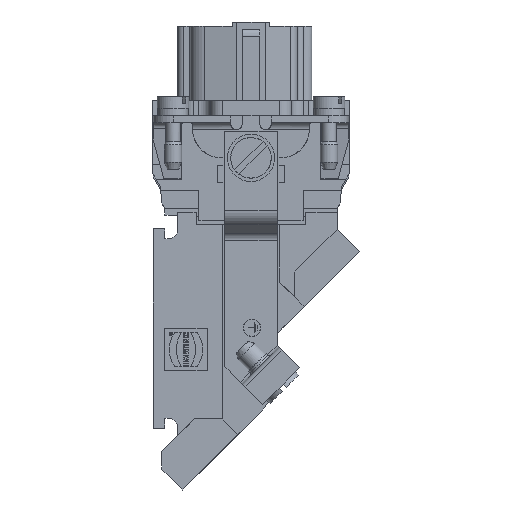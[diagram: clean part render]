
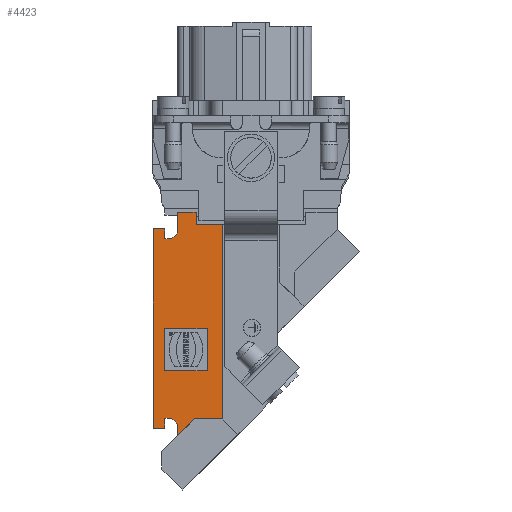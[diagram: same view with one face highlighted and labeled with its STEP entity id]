
A CAD part, left-side view. The second image highlights one B-rep face of the part: STEP entity #4423.
In plain terms, the highlighted planar face has unit normal (-1, 0, 0).
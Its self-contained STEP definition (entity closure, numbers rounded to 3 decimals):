
#3265=FACE_BOUND('',#6738,.T.);
#3266=FACE_BOUND('',#6739,.T.);
#4423=ADVANCED_FACE('',(#3265,#3266),#5143,.T.);
#5143=PLANE('',#21256);
#6738=EDGE_LOOP('',(#10166,#10167,#10168,#10169));
#6739=EDGE_LOOP('',(#10170,#10171,#10172,#10173,#10174,#10175,#10176,#10177,
#10178,#10179,#10180,#10181,#10182,#10183,#10184,#10185,#10186));
#10166=ORIENTED_EDGE('',*,*,#15011,.T.);
#10167=ORIENTED_EDGE('',*,*,#15012,.T.);
#10168=ORIENTED_EDGE('',*,*,#15013,.T.);
#10169=ORIENTED_EDGE('',*,*,#15014,.T.);
#10170=ORIENTED_EDGE('',*,*,#15015,.T.);
#10171=ORIENTED_EDGE('',*,*,#15008,.T.);
#10172=ORIENTED_EDGE('',*,*,#15009,.T.);
#10173=ORIENTED_EDGE('',*,*,#15016,.T.);
#10174=ORIENTED_EDGE('',*,*,#15017,.T.);
#10175=ORIENTED_EDGE('',*,*,#15018,.T.);
#10176=ORIENTED_EDGE('',*,*,#15019,.T.);
#10177=ORIENTED_EDGE('',*,*,#15020,.T.);
#10178=ORIENTED_EDGE('',*,*,#15021,.T.);
#10179=ORIENTED_EDGE('',*,*,#15022,.T.);
#10180=ORIENTED_EDGE('',*,*,#15023,.T.);
#10181=ORIENTED_EDGE('',*,*,#15024,.T.);
#10182=ORIENTED_EDGE('',*,*,#15025,.T.);
#10183=ORIENTED_EDGE('',*,*,#15026,.T.);
#10184=ORIENTED_EDGE('',*,*,#15027,.T.);
#10185=ORIENTED_EDGE('',*,*,#15028,.T.);
#10186=ORIENTED_EDGE('',*,*,#15029,.T.);
#12904=VERTEX_POINT('',#30975);
#12905=VERTEX_POINT('',#30977);
#12906=VERTEX_POINT('',#30981);
#12907=VERTEX_POINT('',#30985);
#12908=VERTEX_POINT('',#30986);
#12909=VERTEX_POINT('',#30988);
#12910=VERTEX_POINT('',#30990);
#12911=VERTEX_POINT('',#30993);
#12912=VERTEX_POINT('',#30995);
#12913=VERTEX_POINT('',#30997);
#12914=VERTEX_POINT('',#30999);
#12915=VERTEX_POINT('',#31001);
#12916=VERTEX_POINT('',#31003);
#12917=VERTEX_POINT('',#31005);
#12918=VERTEX_POINT('',#31007);
#12919=VERTEX_POINT('',#31009);
#12920=VERTEX_POINT('',#31011);
#12921=VERTEX_POINT('',#31013);
#12922=VERTEX_POINT('',#31015);
#12923=VERTEX_POINT('',#31017);
#12924=VERTEX_POINT('',#31019);
#15008=EDGE_CURVE('',#12904,#12905,#17480,.T.);
#15009=EDGE_CURVE('',#12905,#12906,#17481,.T.);
#15011=EDGE_CURVE('',#12907,#12908,#17483,.T.);
#15012=EDGE_CURVE('',#12908,#12909,#17484,.T.);
#15013=EDGE_CURVE('',#12909,#12910,#17485,.T.);
#15014=EDGE_CURVE('',#12910,#12907,#17486,.T.);
#15015=EDGE_CURVE('',#12911,#12904,#17487,.T.);
#15016=EDGE_CURVE('',#12906,#12912,#17488,.T.);
#15017=EDGE_CURVE('',#12912,#12913,#17489,.T.);
#15018=EDGE_CURVE('',#12913,#12914,#17490,.T.);
#15019=EDGE_CURVE('',#12914,#12915,#17491,.T.);
#15020=EDGE_CURVE('',#12915,#12916,#17492,.T.);
#15021=EDGE_CURVE('',#12916,#12917,#17493,.T.);
#15022=EDGE_CURVE('',#12917,#12918,#17494,.T.);
#15023=EDGE_CURVE('',#12918,#12919,#17495,.T.);
#15024=EDGE_CURVE('',#12919,#12920,#17496,.T.);
#15025=EDGE_CURVE('',#12920,#12921,#17497,.T.);
#15026=EDGE_CURVE('',#12921,#12922,#17498,.T.);
#15027=EDGE_CURVE('',#12922,#12923,#17499,.T.);
#15028=EDGE_CURVE('',#12923,#12924,#17500,.T.);
#15029=EDGE_CURVE('',#12924,#12911,#17501,.T.);
#17480=LINE('',#30978,#19274);
#17481=LINE('',#30980,#19275);
#17483=LINE('',#30984,#19277);
#17484=LINE('',#30987,#19278);
#17485=LINE('',#30989,#19279);
#17486=LINE('',#30991,#19280);
#17487=LINE('',#30992,#19281);
#17488=LINE('',#30994,#19282);
#17489=LINE('',#30996,#19283);
#17490=LINE('',#30998,#19284);
#17491=LINE('',#31000,#19285);
#17492=LINE('',#31002,#19286);
#17493=LINE('',#31004,#19287);
#17494=LINE('',#31006,#19288);
#17495=LINE('',#31008,#19289);
#17496=LINE('',#31010,#19290);
#17497=LINE('',#31012,#19291);
#17498=LINE('',#31014,#19292);
#17499=LINE('',#31016,#19293);
#17500=LINE('',#31018,#19294);
#17501=LINE('',#31020,#19295);
#19274=VECTOR('',#24695,1.);
#19275=VECTOR('',#24698,1.);
#19277=VECTOR('',#24702,1.);
#19278=VECTOR('',#24703,1.);
#19279=VECTOR('',#24704,1.);
#19280=VECTOR('',#24705,1.);
#19281=VECTOR('',#24706,1.);
#19282=VECTOR('',#24707,1.);
#19283=VECTOR('',#24708,1.);
#19284=VECTOR('',#24709,1.);
#19285=VECTOR('',#24710,1.);
#19286=VECTOR('',#24711,1.);
#19287=VECTOR('',#24712,1.);
#19288=VECTOR('',#24713,1.);
#19289=VECTOR('',#24714,1.);
#19290=VECTOR('',#24715,1.);
#19291=VECTOR('',#24716,1.);
#19292=VECTOR('',#24717,1.);
#19293=VECTOR('',#24718,1.);
#19294=VECTOR('',#24719,1.);
#19295=VECTOR('',#24720,1.);
#21256=AXIS2_PLACEMENT_3D('',#31021,#24721,#24722);
#24695=DIRECTION('',(0.,0.,1.));
#24698=DIRECTION('',(0.,1.,0.));
#24702=DIRECTION('',(0.,1.,0.));
#24703=DIRECTION('',(0.,0.,1.));
#24704=DIRECTION('',(0.,-1.,0.));
#24705=DIRECTION('',(0.,0.,-1.));
#24706=DIRECTION('',(0.,1.,0.));
#24707=DIRECTION('',(0.,0.,-1.));
#24708=DIRECTION('',(0.,-1.,0.));
#24709=DIRECTION('',(0.,0.,1.));
#24710=DIRECTION('',(0.,-1.,0.));
#24711=DIRECTION('',(0.,-0.707,-0.707));
#24712=DIRECTION('',(0.,0.,-1.));
#24713=DIRECTION('',(0.,-0.707,0.707));
#24714=DIRECTION('',(0.,-1.,0.));
#24715=DIRECTION('',(0.,0.,1.));
#24716=DIRECTION('',(0.,1.,0.));
#24717=DIRECTION('',(0.,0.,1.));
#24718=DIRECTION('',(0.,1.,0.));
#24719=DIRECTION('',(0.,0.,-1.));
#24720=DIRECTION('',(0.,0.707,-0.707));
#24721=DIRECTION('',(-1.,0.,0.));
#24722=DIRECTION('',(0.,-1.,0.));
#30975=CARTESIAN_POINT('',(-15.85,14.9,-20.069));
#30977=CARTESIAN_POINT('',(-15.85,14.9,-18.369));
#30978=CARTESIAN_POINT('',(-15.85,14.9,-19.669));
#30980=CARTESIAN_POINT('',(-15.85,15.4,-18.369));
#30981=CARTESIAN_POINT('',(-15.85,16.9,-18.369));
#30984=CARTESIAN_POINT('',(-15.85,7.6,-42.919));
#30985=CARTESIAN_POINT('',(-15.85,7.6,-42.919));
#30986=CARTESIAN_POINT('',(-15.85,14.9,-42.919));
#30987=CARTESIAN_POINT('',(-15.85,14.9,-42.919));
#30988=CARTESIAN_POINT('',(-15.85,14.9,-35.619));
#30989=CARTESIAN_POINT('',(-15.85,14.9,-35.619));
#30990=CARTESIAN_POINT('',(-15.85,7.6,-35.619));
#30991=CARTESIAN_POINT('',(-15.85,7.6,-24.119));
#30992=CARTESIAN_POINT('',(-15.85,13.7,-20.069));
#30993=CARTESIAN_POINT('',(-15.85,13.7,-20.069));
#30994=CARTESIAN_POINT('',(-15.85,16.9,-18.869));
#30995=CARTESIAN_POINT('',(-15.85,16.9,-52.869));
#30996=CARTESIAN_POINT('',(-15.85,16.4,-52.869));
#30997=CARTESIAN_POINT('',(-15.85,14.9,-52.869));
#30998=CARTESIAN_POINT('',(-15.85,14.9,-52.369));
#30999=CARTESIAN_POINT('',(-15.85,14.9,-51.169));
#31000=CARTESIAN_POINT('',(-15.85,14.5,-51.169));
#31001=CARTESIAN_POINT('',(-15.85,13.7,-51.169));
#31002=CARTESIAN_POINT('',(-15.85,13.7,-51.169));
#31003=CARTESIAN_POINT('',(-15.85,12.7,-52.169));
#31004=CARTESIAN_POINT('',(-15.85,12.7,-52.169));
#31005=CARTESIAN_POINT('',(-15.85,12.7,-54.106));
#31006=CARTESIAN_POINT('',(-15.85,12.7,-54.106));
#31007=CARTESIAN_POINT('',(-15.85,9.849,-51.255));
#31008=CARTESIAN_POINT('',(-15.85,9.849,-51.255));
#31009=CARTESIAN_POINT('',(-15.85,5.,-51.255));
#31010=CARTESIAN_POINT('',(-15.85,5.,-51.255));
#31011=CARTESIAN_POINT('',(-15.85,5.,-17.619));
#31012=CARTESIAN_POINT('',(-15.85,5.,-17.619));
#31013=CARTESIAN_POINT('',(-15.85,9.5,-17.619));
#31014=CARTESIAN_POINT('',(-15.85,9.5,-17.619));
#31015=CARTESIAN_POINT('',(-15.85,9.5,-15.519));
#31016=CARTESIAN_POINT('',(-15.85,9.5,-15.519));
#31017=CARTESIAN_POINT('',(-15.85,12.7,-15.519));
#31018=CARTESIAN_POINT('',(-15.85,12.7,-15.519));
#31019=CARTESIAN_POINT('',(-15.85,12.7,-19.069));
#31020=CARTESIAN_POINT('',(-15.85,12.7,-19.069));
#31021=CARTESIAN_POINT('',(-15.85,17.845,-55.206));
